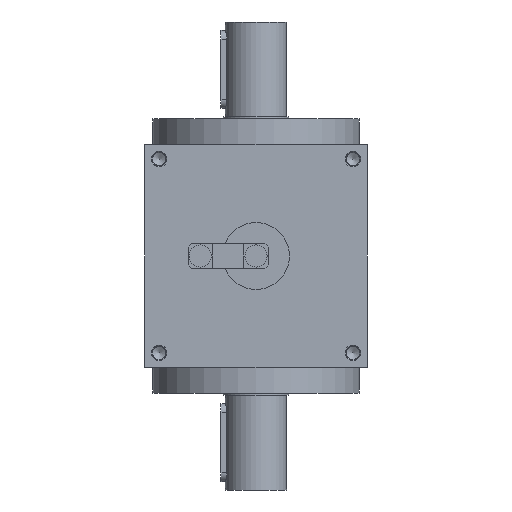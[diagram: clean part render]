
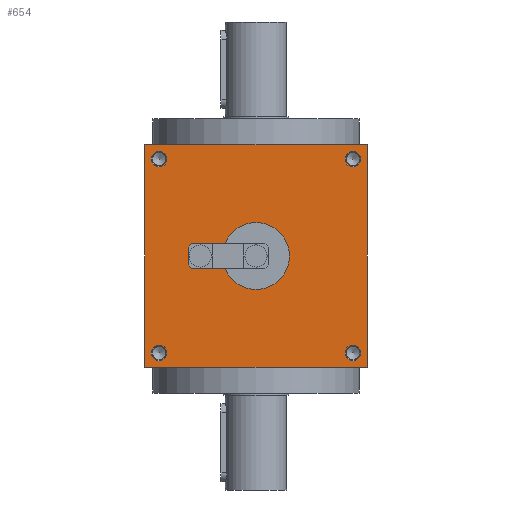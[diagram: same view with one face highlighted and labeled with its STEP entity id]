
A CAD part, left-side view. The second image highlights one B-rep face of the part: STEP entity #654.
In plain terms, the highlighted face is planar.
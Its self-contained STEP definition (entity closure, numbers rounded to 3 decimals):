
#654 = ADVANCED_FACE( '', ( #1463, #1464, #1465, #1466, #1467 ), #1468, .F. );
#1463 = FACE_BOUND( '', #2555, .T. );
#1464 = FACE_BOUND( '', #2556, .T. );
#1465 = FACE_BOUND( '', #2557, .T. );
#1466 = FACE_BOUND( '', #2558, .T. );
#1467 = FACE_OUTER_BOUND( '', #2559, .T. );
#1468 = PLANE( '', #2560 );
#2555 = EDGE_LOOP( '', ( #4015 ) );
#2556 = EDGE_LOOP( '', ( #4016 ) );
#2557 = EDGE_LOOP( '', ( #4017 ) );
#2558 = EDGE_LOOP( '', ( #4018 ) );
#2559 = EDGE_LOOP( '', ( #4019, #4020, #4021, #4022 ) );
#2560 = AXIS2_PLACEMENT_3D( '', #4023, #4024, #4025 );
#4015 = ORIENTED_EDGE( '', *, *, #6008, .F. );
#4016 = ORIENTED_EDGE( '', *, *, #6009, .T. );
#4017 = ORIENTED_EDGE( '', *, *, #6010, .F. );
#4018 = ORIENTED_EDGE( '', *, *, #6011, .T. );
#4019 = ORIENTED_EDGE( '', *, *, #6012, .F. );
#4020 = ORIENTED_EDGE( '', *, *, #6013, .F. );
#4021 = ORIENTED_EDGE( '', *, *, #6014, .F. );
#4022 = ORIENTED_EDGE( '', *, *, #6015, .F. );
#4023 = CARTESIAN_POINT( '', ( 0., 0., -100. ) );
#4024 = DIRECTION( '', ( 0., 0., 1. ) );
#4025 = DIRECTION( '', ( 1., 0., 0. ) );
#6008 = EDGE_CURVE( '', #7141, #7141, #7142, .T. );
#6009 = EDGE_CURVE( '', #7143, #7143, #7144, .T. );
#6010 = EDGE_CURVE( '', #7145, #7145, #7146, .T. );
#6011 = EDGE_CURVE( '', #7147, #7147, #7148, .T. );
#6012 = EDGE_CURVE( '', #7149, #7150, #7151, .T. );
#6013 = EDGE_CURVE( '', #7152, #7149, #7153, .T. );
#6014 = EDGE_CURVE( '', #7154, #7152, #7155, .T. );
#6015 = EDGE_CURVE( '', #7150, #7154, #7156, .T. );
#7141 = VERTEX_POINT( '', #8697 );
#7142 = CIRCLE( '', #8698, 7. );
#7143 = VERTEX_POINT( '', #8699 );
#7144 = CIRCLE( '', #8700, 7. );
#7145 = VERTEX_POINT( '', #8701 );
#7146 = CIRCLE( '', #8702, 7. );
#7147 = VERTEX_POINT( '', #8703 );
#7148 = CIRCLE( '', #8704, 7. );
#7149 = VERTEX_POINT( '', #8705 );
#7150 = VERTEX_POINT( '', #8706 );
#7151 = LINE( '', #8707, #8708 );
#7152 = VERTEX_POINT( '', #8709 );
#7153 = LINE( '', #8710, #8711 );
#7154 = VERTEX_POINT( '', #8712 );
#7155 = LINE( '', #8713, #8714 );
#7156 = LINE( '', #8715, #8716 );
#8697 = CARTESIAN_POINT( '', ( -94., 87., -100. ) );
#8698 = AXIS2_PLACEMENT_3D( '', #10130, #10131, #10132 );
#8699 = CARTESIAN_POINT( '', ( 94., 87., -100. ) );
#8700 = AXIS2_PLACEMENT_3D( '', #10133, #10134, #10135 );
#8701 = CARTESIAN_POINT( '', ( -94., -87., -100. ) );
#8702 = AXIS2_PLACEMENT_3D( '', #10136, #10137, #10138 );
#8703 = CARTESIAN_POINT( '', ( 94., -87., -100. ) );
#8704 = AXIS2_PLACEMENT_3D( '', #10139, #10140, #10141 );
#8705 = CARTESIAN_POINT( '', ( -100., 100., -100. ) );
#8706 = CARTESIAN_POINT( '', ( -100., -100., -100. ) );
#8707 = CARTESIAN_POINT( '', ( -100., 100., -100. ) );
#8708 = VECTOR( '', #10142, 1000. );
#8709 = CARTESIAN_POINT( '', ( 100., 100., -100. ) );
#8710 = CARTESIAN_POINT( '', ( 100., 100., -100. ) );
#8711 = VECTOR( '', #10143, 1000. );
#8712 = CARTESIAN_POINT( '', ( 100., -100., -100. ) );
#8713 = CARTESIAN_POINT( '', ( 100., -100., -100. ) );
#8714 = VECTOR( '', #10144, 1000. );
#8715 = CARTESIAN_POINT( '', ( -100., -100., -100. ) );
#8716 = VECTOR( '', #10145, 1000. );
#10130 = CARTESIAN_POINT( '', ( -87., 87., -100. ) );
#10131 = DIRECTION( '', ( 0., 0., -1. ) );
#10132 = DIRECTION( '', ( -1., 0., 0. ) );
#10133 = CARTESIAN_POINT( '', ( 87., 87., -100. ) );
#10134 = DIRECTION( '', ( 0., 0., 1. ) );
#10135 = DIRECTION( '', ( 1., 0., 0. ) );
#10136 = CARTESIAN_POINT( '', ( -87., -87., -100. ) );
#10137 = DIRECTION( '', ( 0., 0., -1. ) );
#10138 = DIRECTION( '', ( -1., 0., 0. ) );
#10139 = CARTESIAN_POINT( '', ( 87., -87., -100. ) );
#10140 = DIRECTION( '', ( 0., 0., 1. ) );
#10141 = DIRECTION( '', ( 1., 0., 0. ) );
#10142 = DIRECTION( '', ( 0., -1., 0. ) );
#10143 = DIRECTION( '', ( -1., 0., 0. ) );
#10144 = DIRECTION( '', ( 0., 1., 0. ) );
#10145 = DIRECTION( '', ( 1., 0., 0. ) );
